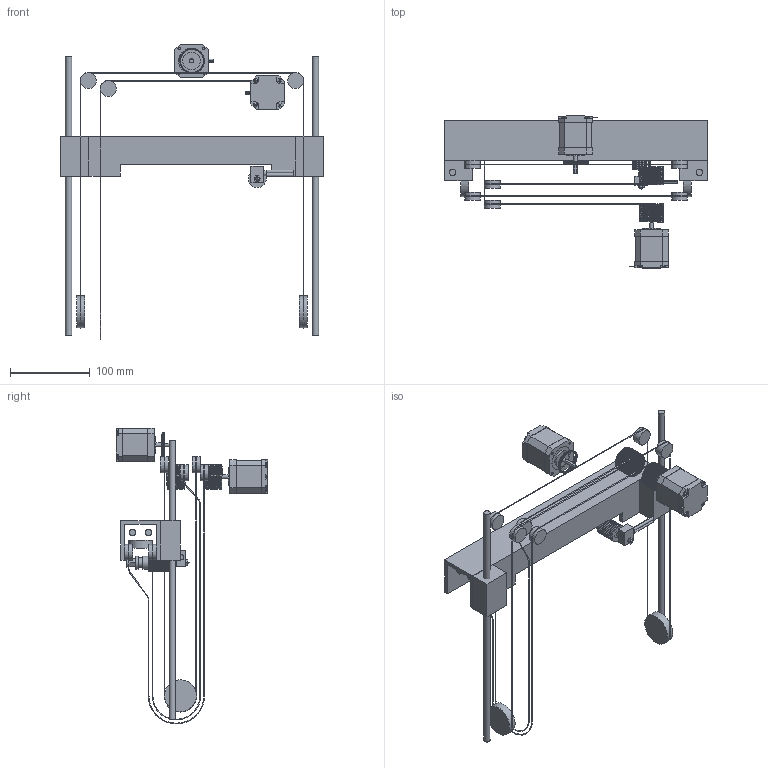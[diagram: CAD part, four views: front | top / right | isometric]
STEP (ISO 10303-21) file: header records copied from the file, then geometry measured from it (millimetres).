
FILE_DESCRIPTION(/* description */ (''),/* implementation_level */ '2;1');
FILE_NAME(/* name */ 'WiRE_DRIVEN_3DPRINTER.step',/* time_stamp */ '2021-05-08T16:20:04+09:00',/* author */ (''),/* organization */ (''),/* preprocessor_version */ 'ST-DEVELOPER v18.1',/* originating_system */ 'Autodesk Translation Framework v10.6.0.1341',/* authorisation */ '');
FILE_SCHEMA (('AUTOMOTIVE_DESIGN { 1 0 10303 214 3 1 1 }'));
Length unit declared in the file: millimetre
Products named in the file (10): WiRE_DRIVEN_3DPRINTER; X; コンポーネント3; コンポーネント5; コンポーネント6; コンポーネント7; Y; HOTEND; HEAT_BLOCK; NEMA17
Assembly tree (11 placements, depth 4):
  WiRE_DRIVEN_3DPRINTER
    X
      コンポーネント3
        コンポーネント5  x2
        コンポーネント6
        コンポーネント7
    Y
    HOTEND
    HEAT_BLOCK
    NEMA17  x2
Bounding box: 330 x 190.75 x 371.65 mm (x, y, z)
Volume: 592757.2 mm3; surface area: 216218.9 mm2
Topology: 29 solids, 29 shells, 390 faces, 785 edges, 522 vertices
Faces by surface type: plane 251, cylinder 108, torus 19, bspline 11, cone 1
Full cylindrical faces by diameter (mm): 0.5 x1, 0.955 x8, 1 x18, 3 x8, 4 x2, 4.1 x1, 4.896 x8, 5 x3, 6 x5, 8 x4, 11 x1, 12 x11, 16 x2, 20 x8, 22 x2, 22.2 x11, 30 x1, 32 x2, 40 x2
Entity records: 14233 total; most frequent: CARTESIAN_POINT 7463, DIRECTION 1471, ORIENTED_EDGE 1178, EDGE_CURVE 589, AXIS2_PLACEMENT_3D 569, VERTEX_POINT 392, EDGE_LOOP 357, LINE 333
